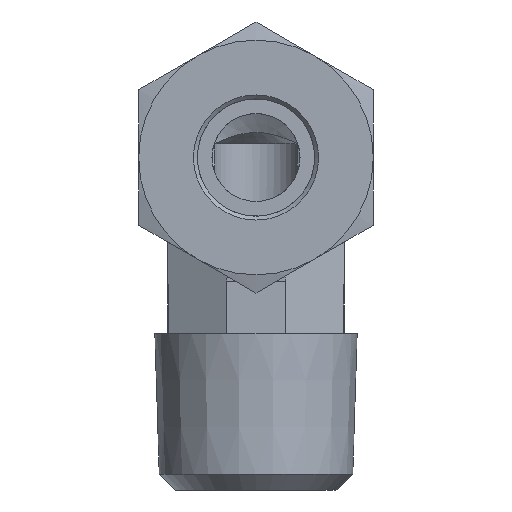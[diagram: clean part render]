
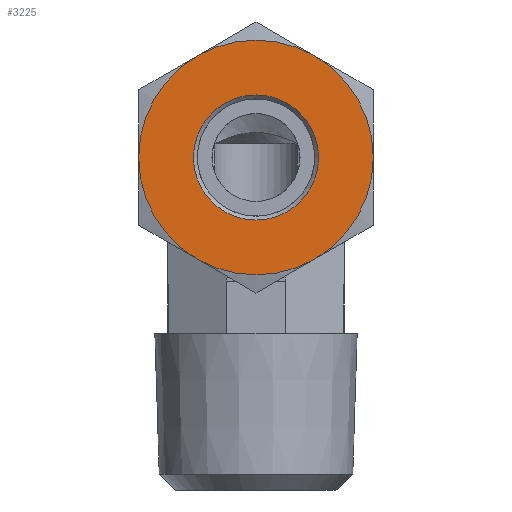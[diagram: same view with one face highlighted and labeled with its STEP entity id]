
A CAD part, front view. The second image highlights one B-rep face of the part: STEP entity #3225.
In plain terms, the highlighted face is planar.
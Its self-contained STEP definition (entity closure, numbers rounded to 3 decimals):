
#3129=CARTESIAN_POINT('',(3.2,0.,11.5));
#3130=VERTEX_POINT('',#3129);
#3131=CARTESIAN_POINT('',(0.0,0.0,11.5));
#3132=DIRECTION('',(0.0,0.0,1.0));
#3133=DIRECTION('',(-1.0,0.0,0.0));
#3134=AXIS2_PLACEMENT_3D('',#3131,#3132,#3133);
#3135=CIRCLE('',#3134,3.2);
#3136=EDGE_CURVE('',#3130,#3130,#3135,.T.);
#3161=CARTESIAN_POINT('',(0.,0.0,11.5));
#3162=DIRECTION('',(0.0,0.0,1.0));
#3163=DIRECTION('',(1.0,0.0,0.0));
#3164=AXIS2_PLACEMENT_3D('',#3161,#3162,#3163);
#3165=PLANE('',#3164);
#3166=CARTESIAN_POINT('',(-3.,-5.196,11.5));
#3167=VERTEX_POINT('',#3166);
#3168=CARTESIAN_POINT('',(3.,-5.196,11.5));
#3169=VERTEX_POINT('',#3168);
#3170=CARTESIAN_POINT('',(0.0,0.0,11.5));
#3171=DIRECTION('',(0.0,0.0,1.0));
#3172=DIRECTION('',(-0.5,-0.866,0.0));
#3173=AXIS2_PLACEMENT_3D('',#3170,#3171,#3172);
#3174=CIRCLE('',#3173,6.);
#3175=EDGE_CURVE('',#3167,#3169,#3174,.T.);
#3176=ORIENTED_EDGE('',*,*,#3175,.T.);
#3177=CARTESIAN_POINT('',(6.0,0.,11.5));
#3178=VERTEX_POINT('',#3177);
#3179=CARTESIAN_POINT('',(0.0,0.0,11.5));
#3180=DIRECTION('',(0.0,0.0,1.0));
#3181=DIRECTION('',(-0.5,-0.866,0.0));
#3182=AXIS2_PLACEMENT_3D('',#3179,#3180,#3181);
#3183=CIRCLE('',#3182,6.);
#3184=EDGE_CURVE('',#3169,#3178,#3183,.T.);
#3185=ORIENTED_EDGE('',*,*,#3184,.T.);
#3186=CARTESIAN_POINT('',(3.0,5.196,11.5));
#3187=VERTEX_POINT('',#3186);
#3188=CARTESIAN_POINT('',(0.0,0.0,11.5));
#3189=DIRECTION('',(0.0,0.0,1.0));
#3190=DIRECTION('',(-0.5,-0.866,0.0));
#3191=AXIS2_PLACEMENT_3D('',#3188,#3189,#3190);
#3192=CIRCLE('',#3191,6.);
#3193=EDGE_CURVE('',#3178,#3187,#3192,.T.);
#3194=ORIENTED_EDGE('',*,*,#3193,.T.);
#3195=CARTESIAN_POINT('',(-3.,5.196,11.5));
#3196=VERTEX_POINT('',#3195);
#3197=CARTESIAN_POINT('',(0.0,0.0,11.5));
#3198=DIRECTION('',(0.0,0.0,1.0));
#3199=DIRECTION('',(-0.5,-0.866,0.0));
#3200=AXIS2_PLACEMENT_3D('',#3197,#3198,#3199);
#3201=CIRCLE('',#3200,6.);
#3202=EDGE_CURVE('',#3187,#3196,#3201,.T.);
#3203=ORIENTED_EDGE('',*,*,#3202,.T.);
#3204=CARTESIAN_POINT('',(-6.,0.0,11.5));
#3205=VERTEX_POINT('',#3204);
#3206=CARTESIAN_POINT('',(0.0,0.0,11.5));
#3207=DIRECTION('',(0.0,0.0,1.0));
#3208=DIRECTION('',(-0.5,-0.866,0.0));
#3209=AXIS2_PLACEMENT_3D('',#3206,#3207,#3208);
#3210=CIRCLE('',#3209,6.);
#3211=EDGE_CURVE('',#3196,#3205,#3210,.T.);
#3212=ORIENTED_EDGE('',*,*,#3211,.T.);
#3213=CARTESIAN_POINT('',(0.0,0.0,11.5));
#3214=DIRECTION('',(0.0,0.0,1.0));
#3215=DIRECTION('',(-0.5,-0.866,0.0));
#3216=AXIS2_PLACEMENT_3D('',#3213,#3214,#3215);
#3217=CIRCLE('',#3216,6.);
#3218=EDGE_CURVE('',#3205,#3167,#3217,.T.);
#3219=ORIENTED_EDGE('',*,*,#3218,.T.);
#3220=EDGE_LOOP('',(#3176,#3185,#3194,#3203,#3212,#3219));
#3221=FACE_OUTER_BOUND('',#3220,.T.);
#3222=ORIENTED_EDGE('',*,*,#3136,.F.);
#3223=EDGE_LOOP('',(#3222));
#3224=FACE_BOUND('',#3223,.T.);
#3225=ADVANCED_FACE('',(#3221,#3224),#3165,.T.);
